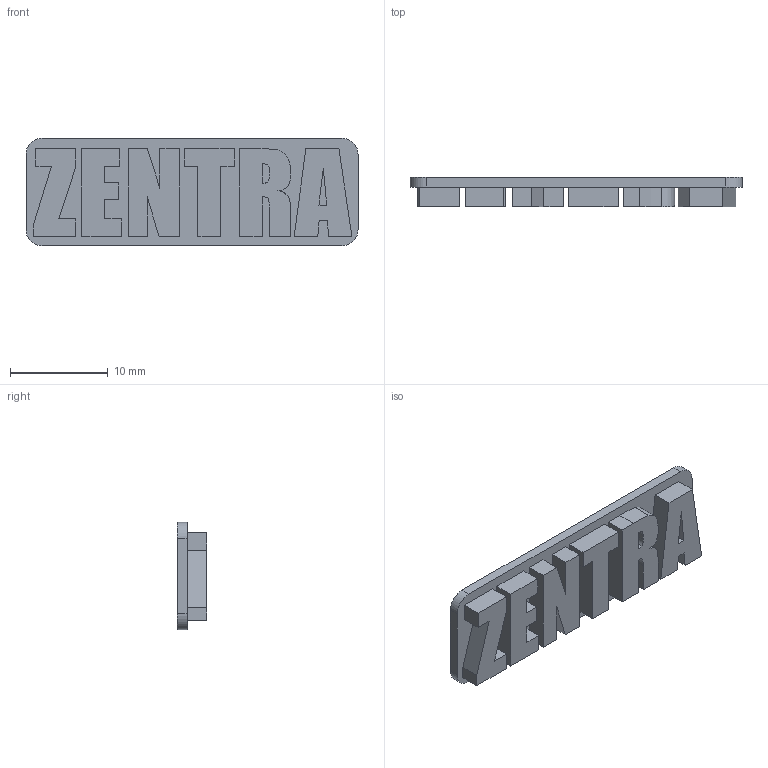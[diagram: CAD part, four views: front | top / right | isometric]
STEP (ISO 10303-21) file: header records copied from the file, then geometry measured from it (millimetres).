
FILE_DESCRIPTION(/* description */ (''),/* implementation_level */ '2;1');
FILE_NAME(/* name */ 'Zentra-logo.step',/* time_stamp */ '2025-11-02T13:00:01+05:30',/* author */ (''),/* organization */ (''),/* preprocessor_version */ 'ST-DEVELOPER v20.1',/* originating_system */ 'Autodesk Translation Framework v14.17.0.0',/* authorisation */ '');
FILE_SCHEMA (('AUTOMOTIVE_DESIGN { 1 0 10303 214 3 1 1 }'));
Length unit declared in the file: millimetre
Products named in the file (1): 2025-11-02-13-00-01-877
Bounding box: 34 x 3 x 11 mm (x, y, z)
Volume: 783.2 mm3; surface area: 1258.6 mm2
Topology: 1 solids, 1 shells, 92 faces, 246 edges, 164 vertices
Faces by surface type: plane 72, bspline 16, cylinder 4
Entity records: 3031 total; most frequent: CARTESIAN_POINT 775, ORIENTED_EDGE 492, DIRECTION 376, EDGE_CURVE 246, LINE 206, VECTOR 206, VERTEX_POINT 164, EDGE_LOOP 100
